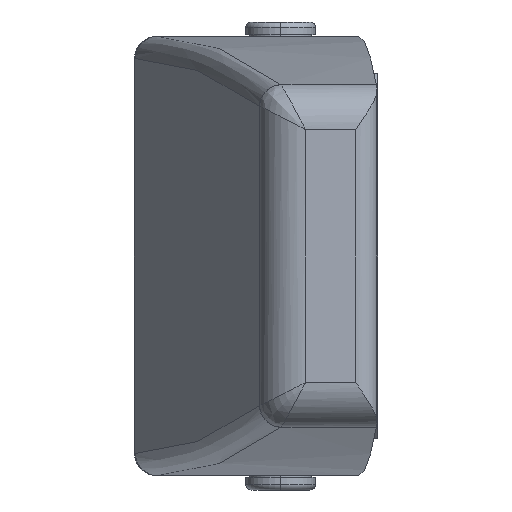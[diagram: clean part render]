
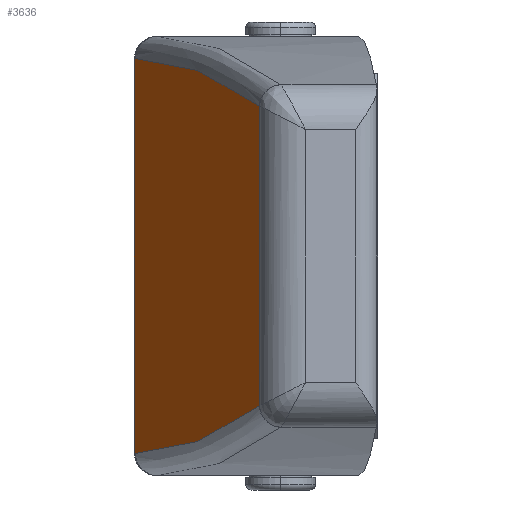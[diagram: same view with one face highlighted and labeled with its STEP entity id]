
A CAD part, left-side view. The second image highlights one B-rep face of the part: STEP entity #3636.
In plain terms, the highlighted face is planar.
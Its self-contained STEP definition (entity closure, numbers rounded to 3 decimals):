
#3280 = EDGE_CURVE ( 'NONE', #3281, #3282, #5261, .T. ) ;
#3281 = VERTEX_POINT ( 'NONE', #5312 ) ;
#3282 = VERTEX_POINT ( 'NONE', #5302 ) ;
#3533 = EDGE_CURVE ( 'NONE', #3555, #3281, #5769, .T. ) ;
#3538 = VERTEX_POINT ( 'NONE', #5758 ) ;
#3541 = ORIENTED_EDGE ( 'NONE', *, *, #3543, .T. ) ;
#3542 = ORIENTED_EDGE ( 'NONE', *, *, #3558, .T. ) ;
#3543 = EDGE_CURVE ( 'NONE', #3640, #3555, #5792, .T. ) ;
#3550 = ORIENTED_EDGE ( 'NONE', *, *, #3280, .T. ) ;
#3551 = ORIENTED_EDGE ( 'NONE', *, *, #3589, .T. ) ;
#3555 = VERTEX_POINT ( 'NONE', #5784 ) ;
#3556 = VERTEX_POINT ( 'NONE', #5790 ) ;
#3557 = ORIENTED_EDGE ( 'NONE', *, *, #3561, .T. ) ;
#3558 = EDGE_CURVE ( 'NONE', #3556, #3640, #5817, .T. ) ;
#3561 = EDGE_CURVE ( 'NONE', #3653, #3556, #5821, .T. ) ;
#3577 = ORIENTED_EDGE ( 'NONE', *, *, #3580, .T. ) ;
#3580 = EDGE_CURVE ( 'NONE', #3538, #3653, #5826, .T. ) ;
#3584 = VERTEX_POINT ( 'NONE', #5858 ) ;
#3588 = ORIENTED_EDGE ( 'NONE', *, *, #3650, .T. ) ;
#3589 = EDGE_CURVE ( 'NONE', #3584, #3538, #5847, .T. ) ;
#3625 = ORIENTED_EDGE ( 'NONE', *, *, #3533, .T. ) ;
#3636 = ADVANCED_FACE ( 'NONE', ( #5949 ), #5962, .F. ) ;
#3640 = VERTEX_POINT ( 'NONE', #5948 ) ;
#3650 = EDGE_CURVE ( 'NONE', #3282, #3584, #5933, .T. ) ;
#3653 = VERTEX_POINT ( 'NONE', #5932 ) ;
#3662 = EDGE_LOOP ( 'NONE', ( #3557, #3542, #3541, #3625, #3550, #3588, #3551, #3577 ) ) ;
#5261 = LINE ( 'NONE', #5306, #5300 ) ;
#5299 = DIRECTION ( 'NONE',  ( 0., 0., -1. ) ) ;
#5300 = VECTOR ( 'NONE', #5299, 1000. ) ;
#5302 = CARTESIAN_POINT ( 'NONE',  ( -0.2, 6.959, -10.8 ) ) ;
#5306 = CARTESIAN_POINT ( 'NONE',  ( -0.2, 6.959, 14. ) ) ;
#5312 = CARTESIAN_POINT ( 'NONE',  ( -0.2, 6.959, 10.8 ) ) ;
#5758 = CARTESIAN_POINT ( 'NONE',  ( -30.354, 1.098, -8.194 ) ) ;
#5760 = DIRECTION ( 'NONE',  ( 0.982, 0.191, 0. ) ) ;
#5761 = VECTOR ( 'NONE', #5760, 1000. ) ;
#5768 = CARTESIAN_POINT ( 'NONE',  ( -0.2, 6.959, 10.8 ) ) ;
#5769 = LINE ( 'NONE', #5768, #5761 ) ;
#5784 = CARTESIAN_POINT ( 'NONE',  ( -0.429, 6.915, 10.8 ) ) ;
#5786 = CARTESIAN_POINT ( 'NONE',  ( -0.429, 6.915, 10.8 ) ) ;
#5787 = CARTESIAN_POINT ( 'NONE',  ( -10.467, 4.963, 10.8 ) ) ;
#5788 = CARTESIAN_POINT ( 'NONE',  ( -20.467, 3.02, 9.929 ) ) ;
#5789 = CARTESIAN_POINT ( 'NONE',  ( -30.354, 1.098, 8.194 ) ) ;
#5790 = CARTESIAN_POINT ( 'NONE',  ( -30.377, 1.093, 8.19 ) ) ;
#5792 =( BOUNDED_CURVE ( )  B_SPLINE_CURVE ( 3, ( #5789, #5788, #5787, #5786 ),
 .UNSPECIFIED., .F., .F. ) 
 B_SPLINE_CURVE_WITH_KNOTS ( ( 4, 4 ),
 ( 4.539, 4.712 ),
 .UNSPECIFIED. ) 
 CURVE ( )  GEOMETRIC_REPRESENTATION_ITEM ( )  RATIONAL_B_SPLINE_CURVE ( ( 1., 0.997, 0.997, 1. ) ) 
 REPRESENTATION_ITEM ( '' )  );
#5809 = DIRECTION ( 'NONE',  ( 0., 0., 1. ) ) ;
#5810 = VECTOR ( 'NONE', #5809, 1000. ) ;
#5811 = CARTESIAN_POINT ( 'NONE',  ( -30.377, 1.093, 14. ) ) ;
#5812 = CARTESIAN_POINT ( 'NONE',  ( -30.354, 1.098, 8.194 ) ) ;
#5813 = CARTESIAN_POINT ( 'NONE',  ( -30.361, 1.096, 8.192 ) ) ;
#5814 = CARTESIAN_POINT ( 'NONE',  ( -30.369, 1.095, 8.191 ) ) ;
#5815 = CARTESIAN_POINT ( 'NONE',  ( -30.377, 1.093, 8.19 ) ) ;
#5817 =( BOUNDED_CURVE ( )  B_SPLINE_CURVE ( 3, ( #5815, #5814, #5813, #5812 ),
 .UNSPECIFIED., .F., .T. ) 
 B_SPLINE_CURVE_WITH_KNOTS ( ( 4, 4 ),
 ( 4.52, 4.539 ),
 .UNSPECIFIED. ) 
 CURVE ( )  GEOMETRIC_REPRESENTATION_ITEM ( )  RATIONAL_B_SPLINE_CURVE ( ( 1., 1., 1., 1. ) ) 
 REPRESENTATION_ITEM ( '' )  );
#5821 = LINE ( 'NONE', #5811, #5810 ) ;
#5822 = CARTESIAN_POINT ( 'NONE',  ( -30.377, 1.093, -8.19 ) ) ;
#5823 = CARTESIAN_POINT ( 'NONE',  ( -30.369, 1.095, -8.191 ) ) ;
#5824 = CARTESIAN_POINT ( 'NONE',  ( -30.361, 1.096, -8.192 ) ) ;
#5825 = CARTESIAN_POINT ( 'NONE',  ( -30.354, 1.098, -8.194 ) ) ;
#5826 =( BOUNDED_CURVE ( )  B_SPLINE_CURVE ( 3, ( #5825, #5824, #5823, #5822 ),
 .UNSPECIFIED., .F., .T. ) 
 B_SPLINE_CURVE_WITH_KNOTS ( ( 4, 4 ),
 ( 1.745, 1.763 ),
 .UNSPECIFIED. ) 
 CURVE ( )  GEOMETRIC_REPRESENTATION_ITEM ( )  RATIONAL_B_SPLINE_CURVE ( ( 1., 1., 1., 1. ) ) 
 REPRESENTATION_ITEM ( '' )  );
#5843 = CARTESIAN_POINT ( 'NONE',  ( -30.354, 1.098, -8.194 ) ) ;
#5844 = CARTESIAN_POINT ( 'NONE',  ( -20.467, 3.02, -9.929 ) ) ;
#5845 = CARTESIAN_POINT ( 'NONE',  ( -10.467, 4.963, -10.8 ) ) ;
#5846 = CARTESIAN_POINT ( 'NONE',  ( -0.429, 6.915, -10.8 ) ) ;
#5847 =( BOUNDED_CURVE ( )  B_SPLINE_CURVE ( 3, ( #5846, #5845, #5844, #5843 ),
 .UNSPECIFIED., .F., .F. ) 
 B_SPLINE_CURVE_WITH_KNOTS ( ( 4, 4 ),
 ( 1.571, 1.745 ),
 .UNSPECIFIED. ) 
 CURVE ( )  GEOMETRIC_REPRESENTATION_ITEM ( )  RATIONAL_B_SPLINE_CURVE ( ( 1., 0.997, 0.997, 1. ) ) 
 REPRESENTATION_ITEM ( '' )  );
#5858 = CARTESIAN_POINT ( 'NONE',  ( -0.429, 6.915, -10.8 ) ) ;
#5932 = CARTESIAN_POINT ( 'NONE',  ( -30.377, 1.093, -8.19 ) ) ;
#5933 = LINE ( 'NONE', #5983, #5982 ) ;
#5935 = DIRECTION ( 'NONE',  ( 0.982, 0.191, 0. ) ) ;
#5936 = DIRECTION ( 'NONE',  ( 0.191, -0.982, 0. ) ) ;
#5940 = CARTESIAN_POINT ( 'NONE',  ( -32.4, 0.7, 14. ) ) ;
#5948 = CARTESIAN_POINT ( 'NONE',  ( -30.354, 1.098, 8.194 ) ) ;
#5949 = FACE_OUTER_BOUND ( 'NONE', #3662, .T. ) ;
#5958 = AXIS2_PLACEMENT_3D ( 'NONE', #5940, #5936, #5935 ) ;
#5962 = PLANE ( 'NONE',  #5958 ) ;
#5981 = DIRECTION ( 'NONE',  ( -0.982, -0.191, 0. ) ) ;
#5982 = VECTOR ( 'NONE', #5981, 1000. ) ;
#5983 = CARTESIAN_POINT ( 'NONE',  ( -30.332, 1.102, -10.8 ) ) ;
